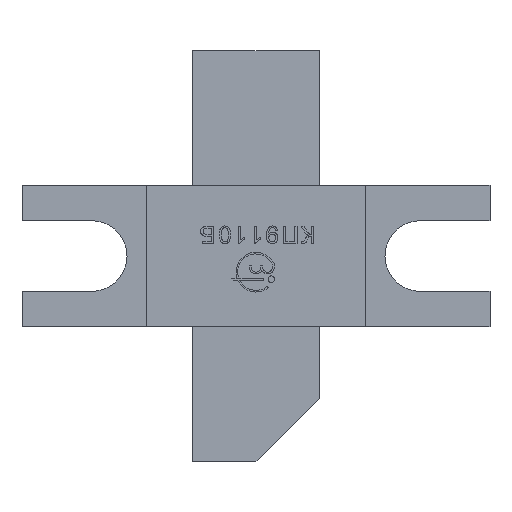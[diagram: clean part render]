
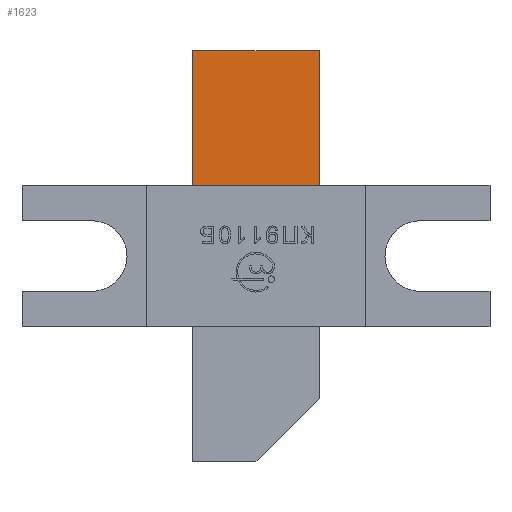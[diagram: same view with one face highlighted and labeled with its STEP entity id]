
A CAD part, top view. The second image highlights one B-rep face of the part: STEP entity #1623.
In plain terms, the highlighted planar face has unit normal (0, 0, 1).
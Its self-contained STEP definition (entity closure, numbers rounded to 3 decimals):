
#1623=ADVANCED_FACE('',(#3035),#3037,.T.);
#3035=FACE_BOUND('',#3036,.T.);
#3036=EDGE_LOOP('',(#4431,#4432,#4433,#4434));
#3037=PLANE('',#3038);
#3038=AXIS2_PLACEMENT_3D('',#3039,#3040,#3041);
#3039=CARTESIAN_POINT('',(-2.775,-9.,2.5));
#3040=DIRECTION('',(0.,0.,1.));
#3041=DIRECTION('',(1.,0.,0.));
#4431=ORIENTED_EDGE('',*,*,#5035,.T.);
#4432=ORIENTED_EDGE('',*,*,#5063,.T.);
#4433=ORIENTED_EDGE('',*,*,#5064,.F.);
#4434=ORIENTED_EDGE('',*,*,#5052,.F.);
#5035=EDGE_CURVE('',#5889,#5898,#5900,.T.);
#5052=EDGE_CURVE('',#5889,#5926,#5927,.T.);
#5063=EDGE_CURVE('',#5898,#5943,#5945,.T.);
#5064=EDGE_CURVE('',#5926,#5943,#5946,.T.);
#5889=VERTEX_POINT('',#7748);
#5898=VERTEX_POINT('',#7767);
#5900=LINE('',#7771,#7772);
#5926=VERTEX_POINT('',#7831);
#5927=LINE('',#7832,#7833);
#5943=VERTEX_POINT('',#7868);
#5945=LINE('',#7872,#7873);
#5946=LINE('',#7875,#7876);
#7748=CARTESIAN_POINT('',(-2.775,3.1,2.5));
#7767=CARTESIAN_POINT('',(2.775,3.1,2.5));
#7771=CARTESIAN_POINT('',(-2.775,3.1,2.5));
#7772=VECTOR('',#7773,1.);
#7773=DIRECTION('',(1.,0.,0.));
#7831=CARTESIAN_POINT('',(-2.775,9.,2.5));
#7832=CARTESIAN_POINT('',(-2.775,3.1,2.5));
#7833=VECTOR('',#7834,1.);
#7834=DIRECTION('',(0.,1.,0.));
#7868=CARTESIAN_POINT('',(2.775,9.,2.5));
#7872=CARTESIAN_POINT('',(2.775,3.1,2.5));
#7873=VECTOR('',#7874,1.);
#7874=DIRECTION('',(0.,1.,0.));
#7875=CARTESIAN_POINT('',(-2.775,9.,2.5));
#7876=VECTOR('',#7877,1.);
#7877=DIRECTION('',(1.,0.,0.));
